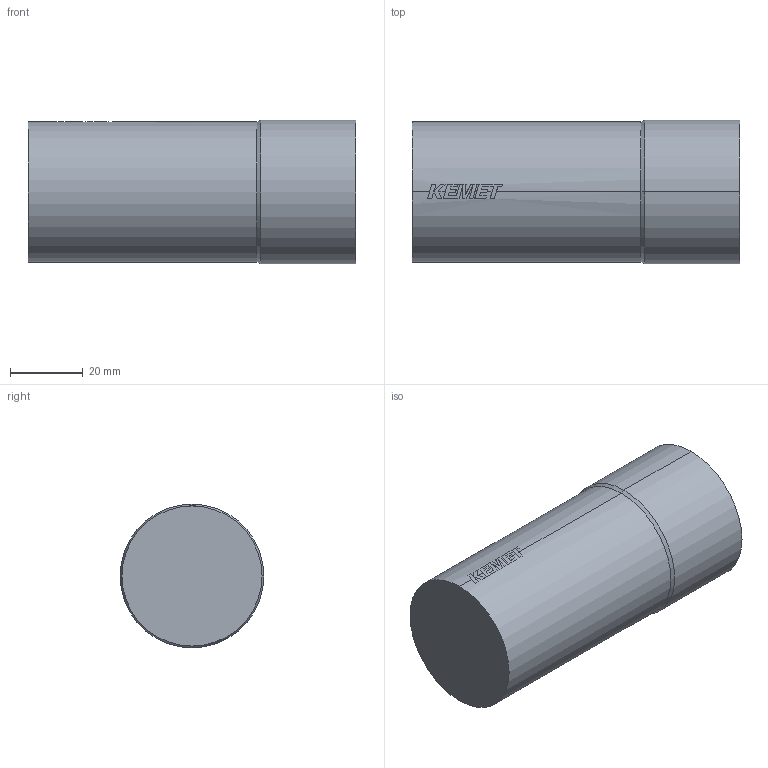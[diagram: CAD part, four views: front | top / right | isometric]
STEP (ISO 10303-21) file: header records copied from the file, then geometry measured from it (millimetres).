
FILE_DESCRIPTION (( 'STEP AP214' ), '1' );
FILE_NAME ('CAR_MSMD_38X90_D38.5L90.STEP', '2017-06-02T14:17:31', ( '' ), ( '' ), 'SwSTEP 2.0', 'SolidWorks 2014', '' );
FILE_SCHEMA (( 'AUTOMOTIVE_DESIGN' ));
Length unit declared in the file: millimetre
Products named in the file (1): CAR_MSMD_38X90_D38.5L90
Bounding box: 90 x 39.5 x 39.5 mm (x, y, z)
Volume: 78855 mm3; surface area: 16690.7 mm2
Topology: 1 solids, 3 shells, 113 faces, 302 edges, 200 vertices
Faces by surface type: plane 49, cylinder 31, bspline 31, cone 2
Entity records: 4338 total; most frequent: CARTESIAN_POINT 1164, ORIENTED_EDGE 604, DIRECTION 381, EDGE_CURVE 302, VERTEX_POINT 200, B_SPLINE_CURVE_WITH_KNOTS 131, VECTOR 127, AXIS2_PLACEMENT_3D 127
